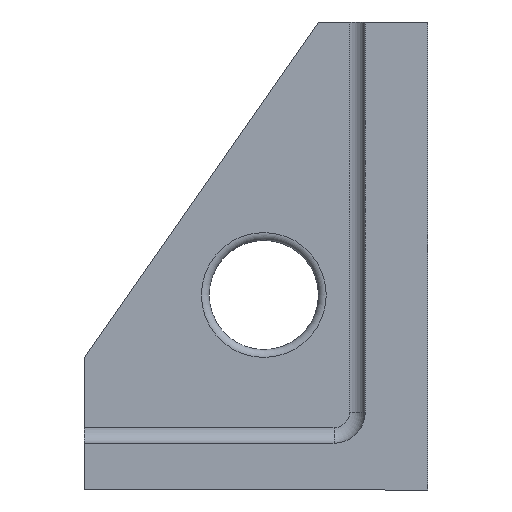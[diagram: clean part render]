
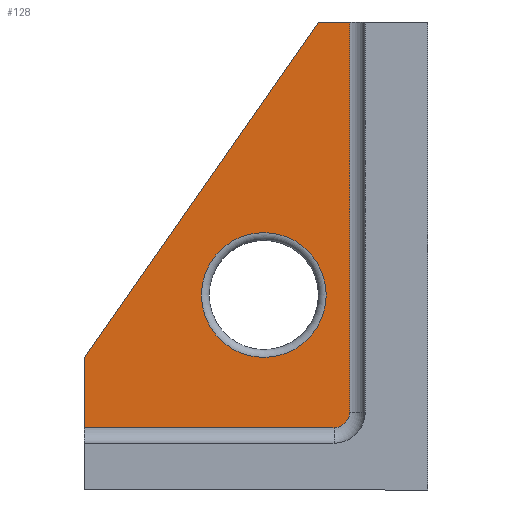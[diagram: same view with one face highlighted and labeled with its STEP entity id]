
A CAD part, left-side view. The second image highlights one B-rep face of the part: STEP entity #128.
In plain terms, the highlighted planar face has unit normal (-1, 0, 0).
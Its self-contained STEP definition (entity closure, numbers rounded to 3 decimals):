
#128 = ADVANCED_FACE( '', ( #355, #356 ), #357, .T. );
#355 = FACE_BOUND( '', #696, .T. );
#356 = FACE_OUTER_BOUND( '', #697, .T. );
#357 = PLANE( '', #698 );
#696 = EDGE_LOOP( '', ( #1226 ) );
#697 = EDGE_LOOP( '', ( #1227, #1228, #1229, #1230, #1231, #1232 ) );
#698 = AXIS2_PLACEMENT_3D( '', #1233, #1234, #1235 );
#1226 = ORIENTED_EDGE( '', *, *, #1663, .T. );
#1227 = ORIENTED_EDGE( '', *, *, #1676, .T. );
#1228 = ORIENTED_EDGE( '', *, *, #1672, .T. );
#1229 = ORIENTED_EDGE( '', *, *, #1677, .F. );
#1230 = ORIENTED_EDGE( '', *, *, #1667, .F. );
#1231 = ORIENTED_EDGE( '', *, *, #1604, .F. );
#1232 = ORIENTED_EDGE( '', *, *, #1670, .T. );
#1233 = CARTESIAN_POINT( '', ( -97.5, 220., 300. ) );
#1234 = DIRECTION( '', ( -1., 0., 0. ) );
#1235 = DIRECTION( '', ( 0., -1., 0. ) );
#1604 = EDGE_CURVE( '', #1857, #1859, #1860, .T. );
#1663 = EDGE_CURVE( '', #1966, #1966, #1967, .F. );
#1667 = EDGE_CURVE( '', #1859, #1972, #1973, .T. );
#1670 = EDGE_CURVE( '', #1857, #1975, #1977, .F. );
#1672 = EDGE_CURVE( '', #1980, #1978, #1981, .F. );
#1676 = EDGE_CURVE( '', #1975, #1980, #1985, .T. );
#1677 = EDGE_CURVE( '', #1972, #1978, #1986, .T. );
#1857 = VERTEX_POINT( '', #2576 );
#1859 = VERTEX_POINT( '', #2578 );
#1860 = LINE( '', #2579, #2580 );
#1966 = VERTEX_POINT( '', #3039 );
#1967 = CIRCLE( '', #3040, 40. );
#1972 = VERTEX_POINT( '', #3045 );
#1973 = LINE( '', #3046, #3047 );
#1975 = VERTEX_POINT( '', #3050 );
#1977 = LINE( '', #3052, #3053 );
#1978 = VERTEX_POINT( '', #3054 );
#1980 = VERTEX_POINT( '', #3056 );
#1981 = LINE( '', #3057, #3058 );
#1985 = CIRCLE( '', #3062, 10. );
#1986 = LINE( '', #3063, #3064 );
#2576 = CARTESIAN_POINT( '', ( -97.5, 220., 40. ) );
#2578 = CARTESIAN_POINT( '', ( -97.5, 220., 85. ) );
#2579 = CARTESIAN_POINT( '', ( -97.5, 220., 30. ) );
#2580 = VECTOR( '', #3297, 1000. );
#3039 = CARTESIAN_POINT( '', ( -97.5, 65., 125. ) );
#3040 = AXIS2_PLACEMENT_3D( '', #3421, #3422, #3423 );
#3045 = CARTESIAN_POINT( '', ( -97.5, 70., 300. ) );
#3046 = CARTESIAN_POINT( '', ( -97.5, 220., 85. ) );
#3047 = VECTOR( '', #3433, 1000. );
#3050 = CARTESIAN_POINT( '', ( -97.5, 60., 40. ) );
#3052 = CARTESIAN_POINT( '', ( -97.5, 220., 40. ) );
#3053 = VECTOR( '', #3438, 1000. );
#3054 = CARTESIAN_POINT( '', ( -97.5, 50., 300. ) );
#3056 = CARTESIAN_POINT( '', ( -97.5, 50., 50. ) );
#3057 = CARTESIAN_POINT( '', ( -97.5, 50., 300. ) );
#3058 = VECTOR( '', #3442, 1000. );
#3062 = AXIS2_PLACEMENT_3D( '', #3452, #3453, #3454 );
#3063 = CARTESIAN_POINT( '', ( -97.5, 70., 300. ) );
#3064 = VECTOR( '', #3455, 1000. );
#3297 = DIRECTION( '', ( 0., 0., 1. ) );
#3421 = CARTESIAN_POINT( '', ( -97.5, 105., 125. ) );
#3422 = DIRECTION( '', ( -1., 0., 0. ) );
#3423 = DIRECTION( '', ( 0., -1., 0. ) );
#3433 = DIRECTION( '', ( 0., -0.572, 0.82 ) );
#3438 = DIRECTION( '', ( 0., 1., 0. ) );
#3442 = DIRECTION( '', ( 0., 0., -1. ) );
#3452 = CARTESIAN_POINT( '', ( -97.5, 60., 50. ) );
#3453 = DIRECTION( '', ( -1., 0., 0. ) );
#3454 = DIRECTION( '', ( 0., -1., 0. ) );
#3455 = DIRECTION( '', ( 0., -1., 0. ) );
